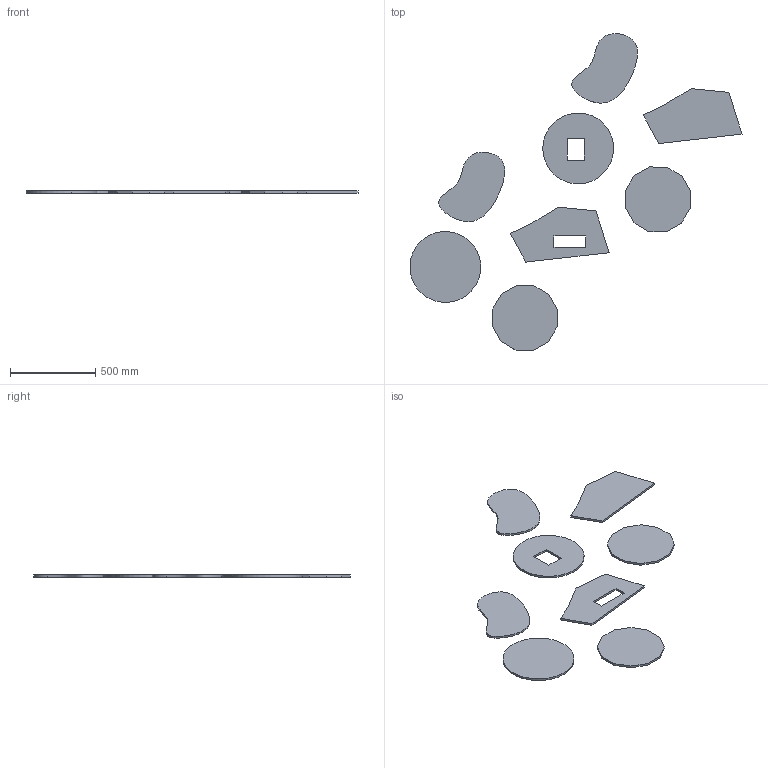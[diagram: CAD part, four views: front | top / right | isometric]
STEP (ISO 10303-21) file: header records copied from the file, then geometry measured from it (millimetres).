
FILE_DESCRIPTION(/* description */ (''),/* implementation_level */ '2;1');
FILE_NAME(/* name */ 'manyplanarobjects_12mm',/* time_stamp */ '2026-02-23T08:06:06+09:00',/* author */ (''),/* organization */ (''),/* preprocessor_version */ 'ST-DEVELOPER v19.2',/* originating_system */ 'Rhino 8.28',/* authorisation */ '');
FILE_SCHEMA (('CONFIG_CONTROL_DESIGN'));
Length unit declared in the file: millimetre
Products named in the file (1): Document
Bounding box: 1950.01 x 1860.16 x 12 mm (x, y, z)
Volume: 11292307.6 mm3; surface area: 2019757.2 mm2
Topology: 8 solids, 8 shells, 68 faces, 156 edges, 104 vertices
Faces by surface type: plane 60, cylinder 4, bspline 4
Entity records: 1848 total; most frequent: CARTESIAN_POINT 578, ORIENTED_EDGE 312, EDGE_CURVE 156, B_SPLINE_CURVE_WITH_KNOTS 144, VERTEX_POINT 104, DIRECTION 84, AXIS2_PLACEMENT_3D 74, EDGE_LOOP 72
